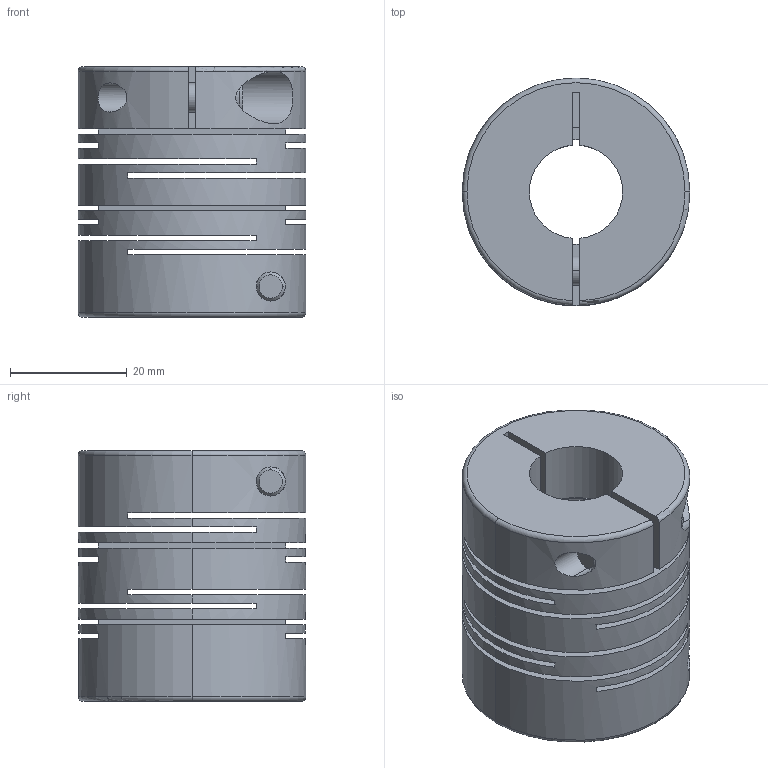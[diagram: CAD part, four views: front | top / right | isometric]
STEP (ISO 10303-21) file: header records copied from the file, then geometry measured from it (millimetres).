
FILE_DESCRIPTION (( 'STEP AP203' ), '1' );
FILE_NAME ('SRBA-39C-16-18.step', '2025-10-16T13:48:25', ( '' ), ( '' ), 'SwSTEP 2.0', 'SolidWorks 2024', '' );
FILE_SCHEMA (( 'CONFIG_CONTROL_DESIGN' ));
Length unit declared in the file: millimetre
Products named in the file (1): SRBA-39C-16-18
Bounding box: 39 x 39 x 43 mm (x, y, z)
Volume: 34058.8 mm3; surface area: 22205.8 mm2
Topology: 1 solids, 1 shells, 115 faces, 308 edges, 200 vertices
Faces by surface type: plane 60, cylinder 42, cone 8, torus 5
Entity records: 4019 total; most frequent: CARTESIAN_POINT 926, DIRECTION 659, ORIENTED_EDGE 616, EDGE_CURVE 308, AXIS2_PLACEMENT_3D 248, VERTEX_POINT 200, VECTOR 163, LINE 163
